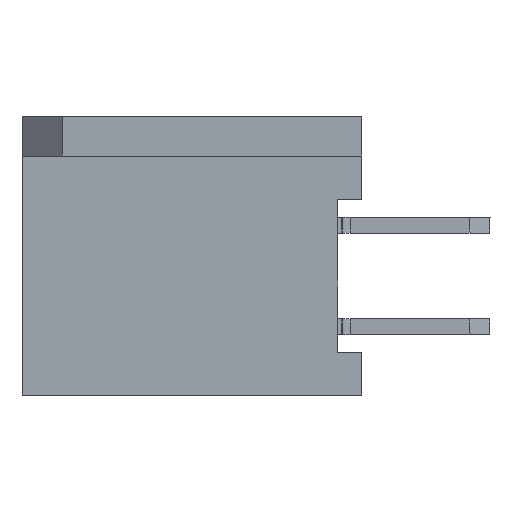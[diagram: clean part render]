
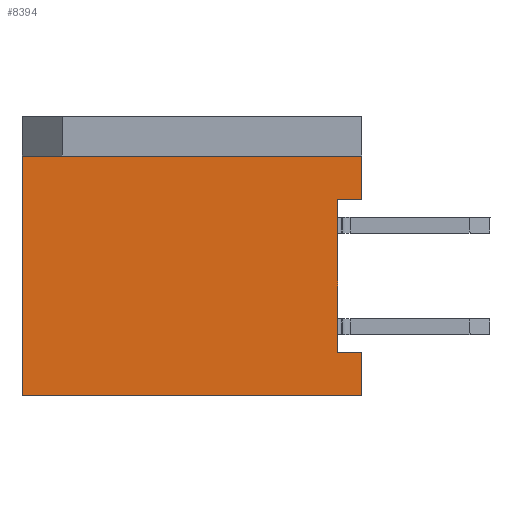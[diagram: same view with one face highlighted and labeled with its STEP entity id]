
A CAD part, left-side view. The second image highlights one B-rep face of the part: STEP entity #8394.
In plain terms, the highlighted planar face has unit normal (-1, 0, 0).
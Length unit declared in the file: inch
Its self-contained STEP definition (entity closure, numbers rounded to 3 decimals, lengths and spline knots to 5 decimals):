
#228 = CARTESIAN_POINT ( 'NONE',  ( -1.05, 0.01969, 0.23031 ) ) ;
#637 = EDGE_LOOP ( 'NONE', ( #13714, #5613, #14802, #786, #1637, #15089, #9534, #6028 ) ) ;
#786 = ORIENTED_EDGE ( 'NONE', *, *, #12506, .T. ) ;
#976 = EDGE_CURVE ( 'NONE', #18036, #3862, #8334, .T. ) ;
#1057 = DIRECTION ( 'NONE',  ( 0., 0., 1. ) ) ;
#1393 = CARTESIAN_POINT ( 'NONE',  ( -1.05, 0.1378, -0.10433 ) ) ;
#1437 = LINE ( 'NONE', #15610, #9510 ) ;
#1637 = ORIENTED_EDGE ( 'NONE', *, *, #8132, .F. ) ;
#1846 = DIRECTION ( 'NONE',  ( 0., 0., 1. ) ) ;
#2049 = CARTESIAN_POINT ( 'NONE',  ( -1.05, 0., 0.14665 ) ) ;
#2056 = CARTESIAN_POINT ( 'NONE',  ( -1.05, -0.05512, 0.23031 ) ) ;
#2953 = EDGE_CURVE ( 'NONE', #8075, #18036, #3582, .T. ) ;
#3321 = VECTOR ( 'NONE', #17882, 39.37008 ) ;
#3375 = LINE ( 'NONE', #228, #18007 ) ;
#3582 = LINE ( 'NONE', #14135, #18220 ) ;
#3728 = CARTESIAN_POINT ( 'NONE',  ( -1.05, -0.09843, -0.10433 ) ) ;
#3862 = VERTEX_POINT ( 'NONE', #17486 ) ;
#4526 = VECTOR ( 'NONE', #1846, 39.37008 ) ;
#5040 = LINE ( 'NONE', #10453, #13144 ) ;
#5613 = ORIENTED_EDGE ( 'NONE', *, *, #2953, .F. ) ;
#6028 = ORIENTED_EDGE ( 'NONE', *, *, #18438, .F. ) ;
#6337 = PLANE ( 'NONE',  #17853 ) ;
#6511 = VERTEX_POINT ( 'NONE', #7195 ) ;
#7195 = CARTESIAN_POINT ( 'NONE',  ( -1.05, 0.1378, 0.23031 ) ) ;
#7411 = DIRECTION ( 'NONE',  ( 0., 0., -1. ) ) ;
#7564 = LINE ( 'NONE', #12335, #3321 ) ;
#7792 = DIRECTION ( 'NONE',  ( 0., 0., -1. ) ) ;
#8075 = VERTEX_POINT ( 'NONE', #3728 ) ;
#8132 = EDGE_CURVE ( 'NONE', #9209, #6511, #15969, .T. ) ;
#8334 = LINE ( 'NONE', #2056, #4526 ) ;
#8394 = ADVANCED_FACE ( 'NONE', ( #14882 ), #6337, .F. ) ;
#9034 = VERTEX_POINT ( 'NONE', #16573 ) ;
#9202 = EDGE_CURVE ( 'NONE', #15450, #13619, #1437, .T. ) ;
#9209 = VERTEX_POINT ( 'NONE', #1393 ) ;
#9510 = VECTOR ( 'NONE', #17005, 39.37008 ) ;
#9534 = ORIENTED_EDGE ( 'NONE', *, *, #9202, .F. ) ;
#10268 = VECTOR ( 'NONE', #7411, 39.37008 ) ;
#10453 = CARTESIAN_POINT ( 'NONE',  ( -1.05, 0.17323, -0.10433 ) ) ;
#10592 = EDGE_CURVE ( 'NONE', #9034, #8075, #14055, .T. ) ;
#11081 = CARTESIAN_POINT ( 'NONE',  ( -1.05, -0.05512, -0.10433 ) ) ;
#11565 = EDGE_CURVE ( 'NONE', #13619, #9209, #5040, .T. ) ;
#11708 = CARTESIAN_POINT ( 'NONE',  ( -1.05, 0.09449, -0.08071 ) ) ;
#11740 = CARTESIAN_POINT ( 'NONE',  ( -1.05, -0.09843, 0.14665 ) ) ;
#11753 = CARTESIAN_POINT ( 'NONE',  ( -1.05, 0.09449, -0.10433 ) ) ;
#12335 = CARTESIAN_POINT ( 'NONE',  ( -1.05, 0.1378, -0.08071 ) ) ;
#12506 = EDGE_CURVE ( 'NONE', #9034, #6511, #3375, .T. ) ;
#12710 = VECTOR ( 'NONE', #1057, 39.37008 ) ;
#13139 = DIRECTION ( 'NONE',  ( 0., 1., 0. ) ) ;
#13144 = VECTOR ( 'NONE', #17436, 39.37008 ) ;
#13619 = VERTEX_POINT ( 'NONE', #11753 ) ;
#13714 = ORIENTED_EDGE ( 'NONE', *, *, #976, .F. ) ;
#13962 = CARTESIAN_POINT ( 'NONE',  ( -1.05, 0.1378, 0.31398 ) ) ;
#14055 = LINE ( 'NONE', #11740, #10268 ) ;
#14135 = CARTESIAN_POINT ( 'NONE',  ( -1.05, -0.02362, -0.10433 ) ) ;
#14802 = ORIENTED_EDGE ( 'NONE', *, *, #10592, .F. ) ;
#14882 = FACE_OUTER_BOUND ( 'NONE', #637, .T. ) ;
#15089 = ORIENTED_EDGE ( 'NONE', *, *, #11565, .F. ) ;
#15450 = VERTEX_POINT ( 'NONE', #11708 ) ;
#15610 = CARTESIAN_POINT ( 'NONE',  ( -1.05, 0.09449, 0.14665 ) ) ;
#15969 = LINE ( 'NONE', #13962, #12710 ) ;
#16296 = DIRECTION ( 'NONE',  ( 1., 0., 0. ) ) ;
#16573 = CARTESIAN_POINT ( 'NONE',  ( -1.05, -0.09843, 0.23031 ) ) ;
#17005 = DIRECTION ( 'NONE',  ( 0., 0., -1. ) ) ;
#17094 = DIRECTION ( 'NONE',  ( 0., 1., 0. ) ) ;
#17436 = DIRECTION ( 'NONE',  ( 0., 1., 0. ) ) ;
#17486 = CARTESIAN_POINT ( 'NONE',  ( -1.05, -0.05512, -0.08071 ) ) ;
#17853 = AXIS2_PLACEMENT_3D ( 'NONE', #2049, #16296, #7792 ) ;
#17882 = DIRECTION ( 'NONE',  ( 0., 1., 0. ) ) ;
#18007 = VECTOR ( 'NONE', #13139, 39.37008 ) ;
#18036 = VERTEX_POINT ( 'NONE', #11081 ) ;
#18220 = VECTOR ( 'NONE', #17094, 39.37008 ) ;
#18438 = EDGE_CURVE ( 'NONE', #3862, #15450, #7564, .T. ) ;
